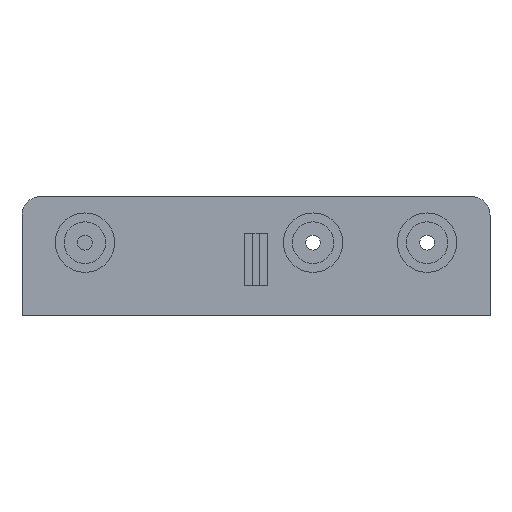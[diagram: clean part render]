
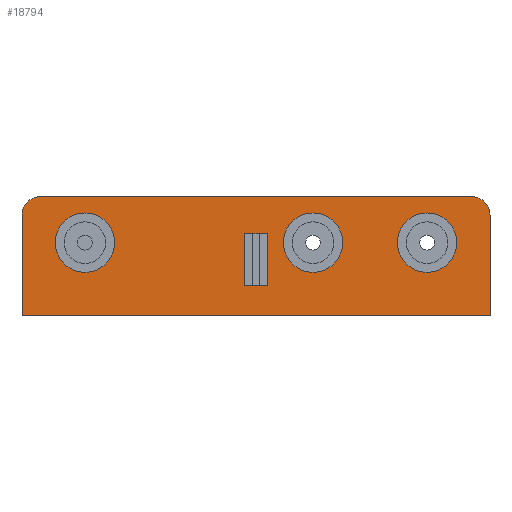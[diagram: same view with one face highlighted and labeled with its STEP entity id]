
A CAD part, left-side view. The second image highlights one B-rep face of the part: STEP entity #18794.
In plain terms, the highlighted planar face has unit normal (-1, 0, 0).
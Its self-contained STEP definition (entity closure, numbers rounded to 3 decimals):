
#137 = EDGE_CURVE ( 'NONE', #4673, #28296, #22538, .T. ) ;
#167 = VERTEX_POINT ( 'NONE', #13472 ) ;
#397 = AXIS2_PLACEMENT_3D ( 'NONE', #6720, #7150, #16223 ) ;
#504 = CARTESIAN_POINT ( 'NONE',  ( -29., 31.5, 0. ) ) ;
#649 = DIRECTION ( 'NONE',  ( 0., 0., -1. ) ) ;
#1059 = EDGE_CURVE ( 'NONE', #29216, #22785, #25867, .T. ) ;
#1145 = CARTESIAN_POINT ( 'NONE',  ( -29., 1.5, 0. ) ) ;
#1526 = VERTEX_POINT ( 'NONE', #28017 ) ;
#1640 = CARTESIAN_POINT ( 'NONE',  ( -29., 31.5, 13.5 ) ) ;
#1689 = CARTESIAN_POINT ( 'NONE',  ( -29., 1.5, 11. ) ) ;
#1725 = AXIS2_PLACEMENT_3D ( 'NONE', #26410, #6101, #10979 ) ;
#1800 = CARTESIAN_POINT ( 'NONE',  ( -29., 31.5, 0. ) ) ;
#2178 = CIRCLE ( 'NONE', #26319, 2.5 ) ;
#2194 = CARTESIAN_POINT ( 'NONE',  ( -29., -7.675, 9.8 ) ) ;
#2221 = EDGE_LOOP ( 'NONE', ( #16074, #8379, #13240, #26315, #22399, #14731 ) ) ;
#2791 = CIRCLE ( 'NONE', #18001, 4. ) ;
#3583 = FACE_BOUND ( 'NONE', #8682, .T. ) ;
#3848 = LINE ( 'NONE', #15267, #4329 ) ;
#4329 = VECTOR ( 'NONE', #19759, 1000. ) ;
#4334 = ORIENTED_EDGE ( 'NONE', *, *, #23300, .T. ) ;
#4365 = DIRECTION ( 'NONE',  ( 0., 0., -1. ) ) ;
#4402 = CARTESIAN_POINT ( 'NONE',  ( -29., -31.5, 0. ) ) ;
#4417 = EDGE_CURVE ( 'NONE', #16140, #10739, #5139, .T. ) ;
#4545 = LINE ( 'NONE', #18098, #9033 ) ;
#4673 = VERTEX_POINT ( 'NONE', #26895 ) ;
#4792 = DIRECTION ( 'NONE',  ( 1., 0., 0. ) ) ;
#4979 = AXIS2_PLACEMENT_3D ( 'NONE', #2194, #9004, #27249 ) ;
#5070 = CIRCLE ( 'NONE', #6499, 4. ) ;
#5139 = CIRCLE ( 'NONE', #397, 2.5 ) ;
#5276 = EDGE_LOOP ( 'NONE', ( #15305, #16868 ) ) ;
#5355 = EDGE_CURVE ( 'NONE', #11467, #167, #23594, .T. ) ;
#5804 = FACE_OUTER_BOUND ( 'NONE', #2221, .T. ) ;
#6101 = DIRECTION ( 'NONE',  ( 1., 0., 0. ) ) ;
#6283 = CARTESIAN_POINT ( 'NONE',  ( -29., 23.025, 13.8 ) ) ;
#6499 = AXIS2_PLACEMENT_3D ( 'NONE', #16083, #6724, #4365 ) ;
#6720 = CARTESIAN_POINT ( 'NONE',  ( -29., 29., 13.5 ) ) ;
#6724 = DIRECTION ( 'NONE',  ( 1., 0., 0. ) ) ;
#6952 = EDGE_CURVE ( 'NONE', #28296, #4673, #28315, .T. ) ;
#7150 = DIRECTION ( 'NONE',  ( -1., 0., 0. ) ) ;
#7413 = CARTESIAN_POINT ( 'NONE',  ( -29., -7.675, 9.8 ) ) ;
#7791 = VERTEX_POINT ( 'NONE', #19625 ) ;
#8379 = ORIENTED_EDGE ( 'NONE', *, *, #11215, .T. ) ;
#8682 = EDGE_LOOP ( 'NONE', ( #28461, #29174 ) ) ;
#9004 = DIRECTION ( 'NONE',  ( 1., 0., 0. ) ) ;
#9033 = VECTOR ( 'NONE', #11771, 1000. ) ;
#9045 = CARTESIAN_POINT ( 'NONE',  ( -29., -31.5, 13.5 ) ) ;
#9248 = DIRECTION ( 'NONE',  ( 0., 1., 0. ) ) ;
#9452 = EDGE_CURVE ( 'NONE', #28855, #7791, #5070, .T. ) ;
#9485 = CARTESIAN_POINT ( 'NONE',  ( -29., -31.5, 0. ) ) ;
#9906 = EDGE_CURVE ( 'NONE', #1526, #17023, #21512, .T. ) ;
#10060 = CARTESIAN_POINT ( 'NONE',  ( -29., -1.5, 0. ) ) ;
#10474 = VERTEX_POINT ( 'NONE', #20132 ) ;
#10526 = EDGE_LOOP ( 'NONE', ( #4334, #17648, #22394, #23031 ) ) ;
#10652 = VECTOR ( 'NONE', #649, 1000. ) ;
#10739 = VERTEX_POINT ( 'NONE', #1640 ) ;
#10862 = EDGE_CURVE ( 'NONE', #22785, #29216, #14534, .T. ) ;
#10979 = DIRECTION ( 'NONE',  ( 0., 0., -1. ) ) ;
#11168 = DIRECTION ( 'NONE',  ( 0., 0., -1. ) ) ;
#11215 = EDGE_CURVE ( 'NONE', #12653, #16140, #24138, .T. ) ;
#11467 = VERTEX_POINT ( 'NONE', #12398 ) ;
#11631 = LINE ( 'NONE', #17952, #23621 ) ;
#11739 = EDGE_CURVE ( 'NONE', #24002, #12653, #2178, .T. ) ;
#11771 = DIRECTION ( 'NONE',  ( 0., -1., 0. ) ) ;
#12025 = DIRECTION ( 'NONE',  ( 0., -1., 0. ) ) ;
#12107 = DIRECTION ( 'NONE',  ( 0., 0., 1. ) ) ;
#12232 = EDGE_CURVE ( 'NONE', #10739, #10474, #18948, .T. ) ;
#12398 = CARTESIAN_POINT ( 'NONE',  ( -29., -1.5, 11. ) ) ;
#12653 = VERTEX_POINT ( 'NONE', #16798 ) ;
#12848 = CARTESIAN_POINT ( 'NONE',  ( -29., 29., 16. ) ) ;
#13170 = CARTESIAN_POINT ( 'NONE',  ( -29., 31.5, 16. ) ) ;
#13240 = ORIENTED_EDGE ( 'NONE', *, *, #4417, .T. ) ;
#13328 = EDGE_LOOP ( 'NONE', ( #18024, #27835 ) ) ;
#13472 = CARTESIAN_POINT ( 'NONE',  ( -29., -1.5, 4. ) ) ;
#14534 = CIRCLE ( 'NONE', #1725, 4. ) ;
#14731 = ORIENTED_EDGE ( 'NONE', *, *, #14855, .F. ) ;
#14855 = EDGE_CURVE ( 'NONE', #24002, #25344, #26347, .T. ) ;
#14862 = FACE_BOUND ( 'NONE', #5276, .T. ) ;
#15267 = CARTESIAN_POINT ( 'NONE',  ( -29., 0., 0. ) ) ;
#15305 = ORIENTED_EDGE ( 'NONE', *, *, #1059, .T. ) ;
#15538 = VECTOR ( 'NONE', #12107, 1000. ) ;
#16067 = CARTESIAN_POINT ( 'NONE',  ( -29., -7.675, 5.8 ) ) ;
#16074 = ORIENTED_EDGE ( 'NONE', *, *, #11739, .T. ) ;
#16083 = CARTESIAN_POINT ( 'NONE',  ( -29., -23.025, 9.8 ) ) ;
#16089 = DIRECTION ( 'NONE',  ( 0., 0., -1. ) ) ;
#16140 = VERTEX_POINT ( 'NONE', #12848 ) ;
#16223 = DIRECTION ( 'NONE',  ( 0., -1., 0. ) ) ;
#16224 = CARTESIAN_POINT ( 'NONE',  ( -29., -29., 13.5 ) ) ;
#16514 = DIRECTION ( 'NONE',  ( -1., 0., 0. ) ) ;
#16768 = DIRECTION ( 'NONE',  ( 0., 0., -1. ) ) ;
#16798 = CARTESIAN_POINT ( 'NONE',  ( -29., -29., 16. ) ) ;
#16868 = ORIENTED_EDGE ( 'NONE', *, *, #10862, .T. ) ;
#17023 = VERTEX_POINT ( 'NONE', #1689 ) ;
#17326 = DIRECTION ( 'NONE',  ( 1., 0., 0. ) ) ;
#17553 = DIRECTION ( 'NONE',  ( 0., 0., 1. ) ) ;
#17624 = CARTESIAN_POINT ( 'NONE',  ( -29., -23.025, 9.8 ) ) ;
#17648 = ORIENTED_EDGE ( 'NONE', *, *, #5355, .T. ) ;
#17952 = CARTESIAN_POINT ( 'NONE',  ( -29., 31.5, 4. ) ) ;
#18001 = AXIS2_PLACEMENT_3D ( 'NONE', #17624, #27078, #11168 ) ;
#18024 = ORIENTED_EDGE ( 'NONE', *, *, #26634, .T. ) ;
#18098 = CARTESIAN_POINT ( 'NONE',  ( -29., 31.5, 11. ) ) ;
#18634 = CARTESIAN_POINT ( 'NONE',  ( -29., 23.025, 5.8 ) ) ;
#18738 = VECTOR ( 'NONE', #16768, 1000. ) ;
#18794 = ADVANCED_FACE ( 'NONE', ( #5804, #14862, #23900, #3583, #19509 ), #26413, .T. ) ;
#18860 = AXIS2_PLACEMENT_3D ( 'NONE', #1800, #26854, #17553 ) ;
#18948 = LINE ( 'NONE', #504, #10652 ) ;
#19509 = FACE_BOUND ( 'NONE', #10526, .T. ) ;
#19625 = CARTESIAN_POINT ( 'NONE',  ( -29., -23.025, 5.8 ) ) ;
#19759 = DIRECTION ( 'NONE',  ( 0., -1., 0. ) ) ;
#20132 = CARTESIAN_POINT ( 'NONE',  ( -29., 31.5, 0. ) ) ;
#21155 = VECTOR ( 'NONE', #28746, 1000. ) ;
#21512 = LINE ( 'NONE', #1145, #15538 ) ;
#21668 = AXIS2_PLACEMENT_3D ( 'NONE', #25104, #4792, #16089 ) ;
#22394 = ORIENTED_EDGE ( 'NONE', *, *, #28590, .T. ) ;
#22399 = ORIENTED_EDGE ( 'NONE', *, *, #23040, .T. ) ;
#22538 = CIRCLE ( 'NONE', #4979, 4. ) ;
#22785 = VERTEX_POINT ( 'NONE', #6283 ) ;
#23031 = ORIENTED_EDGE ( 'NONE', *, *, #9906, .T. ) ;
#23040 = EDGE_CURVE ( 'NONE', #10474, #25344, #3848, .T. ) ;
#23300 = EDGE_CURVE ( 'NONE', #17023, #11467, #4545, .T. ) ;
#23594 = LINE ( 'NONE', #10060, #18738 ) ;
#23621 = VECTOR ( 'NONE', #9248, 1000. ) ;
#23900 = FACE_BOUND ( 'NONE', #13328, .T. ) ;
#24002 = VERTEX_POINT ( 'NONE', #9045 ) ;
#24138 = LINE ( 'NONE', #13170, #21155 ) ;
#25104 = CARTESIAN_POINT ( 'NONE',  ( -29., 23.025, 9.8 ) ) ;
#25344 = VERTEX_POINT ( 'NONE', #9485 ) ;
#25867 = CIRCLE ( 'NONE', #21668, 4. ) ;
#26315 = ORIENTED_EDGE ( 'NONE', *, *, #12232, .T. ) ;
#26319 = AXIS2_PLACEMENT_3D ( 'NONE', #16224, #16514, #12025 ) ;
#26339 = DIRECTION ( 'NONE',  ( 0., 0., -1. ) ) ;
#26347 = LINE ( 'NONE', #4402, #28864 ) ;
#26410 = CARTESIAN_POINT ( 'NONE',  ( -29., 23.025, 9.8 ) ) ;
#26413 = PLANE ( 'NONE',  #18860 ) ;
#26634 = EDGE_CURVE ( 'NONE', #7791, #28855, #2791, .T. ) ;
#26657 = DIRECTION ( 'NONE',  ( 0., 0., -1. ) ) ;
#26854 = DIRECTION ( 'NONE',  ( -1., 0., 0. ) ) ;
#26895 = CARTESIAN_POINT ( 'NONE',  ( -29., -7.675, 13.8 ) ) ;
#27078 = DIRECTION ( 'NONE',  ( 1., 0., 0. ) ) ;
#27249 = DIRECTION ( 'NONE',  ( 0., 0., -1. ) ) ;
#27529 = CARTESIAN_POINT ( 'NONE',  ( -29., -23.025, 13.8 ) ) ;
#27835 = ORIENTED_EDGE ( 'NONE', *, *, #9452, .T. ) ;
#28017 = CARTESIAN_POINT ( 'NONE',  ( -29., 1.5, 4. ) ) ;
#28296 = VERTEX_POINT ( 'NONE', #16067 ) ;
#28315 = CIRCLE ( 'NONE', #28826, 4. ) ;
#28461 = ORIENTED_EDGE ( 'NONE', *, *, #6952, .T. ) ;
#28590 = EDGE_CURVE ( 'NONE', #167, #1526, #11631, .T. ) ;
#28746 = DIRECTION ( 'NONE',  ( 0., 1., 0. ) ) ;
#28826 = AXIS2_PLACEMENT_3D ( 'NONE', #7413, #17326, #26339 ) ;
#28855 = VERTEX_POINT ( 'NONE', #27529 ) ;
#28864 = VECTOR ( 'NONE', #26657, 1000. ) ;
#29174 = ORIENTED_EDGE ( 'NONE', *, *, #137, .T. ) ;
#29216 = VERTEX_POINT ( 'NONE', #18634 ) ;
